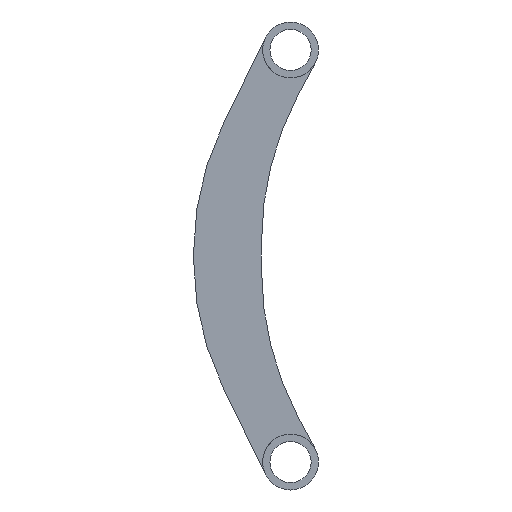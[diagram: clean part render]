
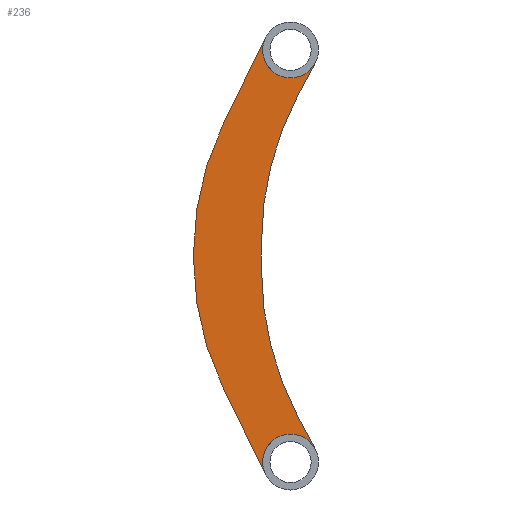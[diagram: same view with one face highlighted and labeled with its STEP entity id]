
A CAD part, front view. The second image highlights one B-rep face of the part: STEP entity #236.
In plain terms, the highlighted planar face has unit normal (0, -1, 0).
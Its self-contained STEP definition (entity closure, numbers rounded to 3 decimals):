
#1 = DIRECTION ( 'NONE',  ( 0., 1., 0. ) ) ;
#7 = AXIS2_PLACEMENT_3D ( 'NONE', #379, #322, #585 ) ;
#13 = DIRECTION ( 'NONE',  ( 0.438, 0., 0.899 ) ) ;
#20 = CARTESIAN_POINT ( 'NONE',  ( -700., 329., 2165.171 ) ) ;
#25 = CARTESIAN_POINT ( 'NONE',  ( -300., 329., 1300. ) ) ;
#28 = DIRECTION ( 'NONE',  ( 0.438, 0., -0.899 ) ) ;
#30 = EDGE_CURVE ( 'NONE', #73, #680, #623, .T. ) ;
#46 = CARTESIAN_POINT ( 'NONE',  ( -700., 329., 2134.829 ) ) ;
#49 = CIRCLE ( 'NONE', #104, 1300. ) ;
#52 = DIRECTION ( 'NONE',  ( 0., 0., 1. ) ) ;
#61 = LINE ( 'NONE', #734, #632 ) ;
#64 = VERTEX_POINT ( 'NONE', #20 ) ;
#72 = CARTESIAN_POINT ( 'NONE',  ( -198.461, 329., 1353.989 ) ) ;
#73 = VERTEX_POINT ( 'NONE', #527 ) ;
#74 = CIRCLE ( 'NONE', #156, 115. ) ;
#80 = DIRECTION ( 'NONE',  ( 0., 1., 0. ) ) ;
#91 = VERTEX_POINT ( 'NONE', #323 ) ;
#104 = AXIS2_PLACEMENT_3D ( 'NONE', #254, #592, #843 ) ;
#105 = DIRECTION ( 'NONE',  ( 0., 0., 1. ) ) ;
#125 = CARTESIAN_POINT ( 'NONE',  ( 880., 329., 2094.77 ) ) ;
#127 = EDGE_CURVE ( 'NONE', #265, #128, #172, .T. ) ;
#128 = VERTEX_POINT ( 'NONE', #844 ) ;
#129 = DIRECTION ( 'NONE',  ( 0.469, 0., -0.883 ) ) ;
#130 = AXIS2_PLACEMENT_3D ( 'NONE', #863, #260, #105 ) ;
#134 = CARTESIAN_POINT ( 'NONE',  ( -267.832, 329., 2815.543 ) ) ;
#139 = DIRECTION ( 'NONE',  ( 0., -1., 0. ) ) ;
#142 = ORIENTED_EDGE ( 'NONE', *, *, #600, .F. ) ;
#156 = AXIS2_PLACEMENT_3D ( 'NONE', #331, #1, #532 ) ;
#170 = DIRECTION ( 'NONE',  ( 0., -1., 0. ) ) ;
#172 = LINE ( 'NONE', #777, #656 ) ;
#185 = ORIENTED_EDGE ( 'NONE', *, *, #282, .T. ) ;
#192 = AXIS2_PLACEMENT_3D ( 'NONE', #125, #681, #866 ) ;
#199 = ORIENTED_EDGE ( 'NONE', *, *, #277, .F. ) ;
#201 = CIRCLE ( 'NONE', #7, 115. ) ;
#207 = CARTESIAN_POINT ( 'NONE',  ( -403.361, 329., 3050.413 ) ) ;
#227 = CARTESIAN_POINT ( 'NONE',  ( -700., 329., 1857.787 ) ) ;
#236 = ADVANCED_FACE ( 'NONE', ( #327 ), #597, .F. ) ;
#252 = EDGE_LOOP ( 'NONE', ( #611, #492, #302, #766, #185, #199, #770, #494, #365, #142, #717, #796, #343, #649 ) ) ;
#254 = CARTESIAN_POINT ( 'NONE',  ( 880., 329., 2205.23 ) ) ;
#260 = DIRECTION ( 'NONE',  ( 0., 1., 0. ) ) ;
#263 = CIRCLE ( 'NONE', #192, 1300. ) ;
#265 = VERTEX_POINT ( 'NONE', #668 ) ;
#277 = EDGE_CURVE ( 'NONE', #448, #320, #808, .T. ) ;
#282 = EDGE_CURVE ( 'NONE', #355, #320, #74, .T. ) ;
#302 = ORIENTED_EDGE ( 'NONE', *, *, #650, .F. ) ;
#304 = VECTOR ( 'NONE', #129, 1000. ) ;
#305 = DIRECTION ( 'NONE',  ( -0.469, 0., -0.883 ) ) ;
#312 = CARTESIAN_POINT ( 'NONE',  ( -300., 329., 2885. ) ) ;
#320 = VERTEX_POINT ( 'NONE', #72 ) ;
#322 = DIRECTION ( 'NONE',  ( 0., 1., 0. ) ) ;
#323 = CARTESIAN_POINT ( 'NONE',  ( -578.553, 329., 1608.783 ) ) ;
#325 = VERTEX_POINT ( 'NONE', #134 ) ;
#327 = FACE_OUTER_BOUND ( 'NONE', #252, .T. ) ;
#331 = CARTESIAN_POINT ( 'NONE',  ( -300., 329., 1300. ) ) ;
#343 = ORIENTED_EDGE ( 'NONE', *, *, #30, .F. ) ;
#352 = DIRECTION ( 'NONE',  ( -0.438, 0., 0.899 ) ) ;
#354 = CARTESIAN_POINT ( 'NONE',  ( -700., 329., 2442.213 ) ) ;
#355 = VERTEX_POINT ( 'NONE', #607 ) ;
#359 = AXIS2_PLACEMENT_3D ( 'NONE', #556, #461, #616 ) ;
#365 = ORIENTED_EDGE ( 'NONE', *, *, #518, .T. ) ;
#379 = CARTESIAN_POINT ( 'NONE',  ( -300., 329., 3000. ) ) ;
#387 = VECTOR ( 'NONE', #417, 1000. ) ;
#417 = DIRECTION ( 'NONE',  ( 0., 0., 1. ) ) ;
#419 = EDGE_CURVE ( 'NONE', #761, #355, #554, .T. ) ;
#441 = AXIS2_PLACEMENT_3D ( 'NONE', #25, #80, #28 ) ;
#442 = CARTESIAN_POINT ( 'NONE',  ( -198.461, 329., 2946.011 ) ) ;
#447 = DIRECTION ( 'NONE',  ( 0., 0., -1. ) ) ;
#448 = VERTEX_POINT ( 'NONE', #824 ) ;
#461 = DIRECTION ( 'NONE',  ( 0., 1., 0. ) ) ;
#467 = EDGE_CURVE ( 'NONE', #509, #64, #828, .T. ) ;
#492 = ORIENTED_EDGE ( 'NONE', *, *, #609, .T. ) ;
#494 = ORIENTED_EDGE ( 'NONE', *, *, #127, .F. ) ;
#509 = VERTEX_POINT ( 'NONE', #46 ) ;
#518 = EDGE_CURVE ( 'NONE', #265, #325, #49, .T. ) ;
#527 = CARTESIAN_POINT ( 'NONE',  ( -578.553, 329., 2691.217 ) ) ;
#532 = DIRECTION ( 'NONE',  ( 0.438, 0., -0.899 ) ) ;
#543 = VERTEX_POINT ( 'NONE', #794 ) ;
#548 = CARTESIAN_POINT ( 'NONE',  ( -403.361, 329., 1249.587 ) ) ;
#554 = CIRCLE ( 'NONE', #441, 115. ) ;
#556 = CARTESIAN_POINT ( 'NONE',  ( -300., 329., 3000. ) ) ;
#585 = DIRECTION ( 'NONE',  ( 0.438, 0., -0.899 ) ) ;
#592 = DIRECTION ( 'NONE',  ( 0., 1., 0. ) ) ;
#597 = PLANE ( 'NONE',  #130 ) ;
#600 = EDGE_CURVE ( 'NONE', #543, #325, #776, .T. ) ;
#607 = CARTESIAN_POINT ( 'NONE',  ( -300., 329., 1415. ) ) ;
#609 = EDGE_CURVE ( 'NONE', #509, #91, #657, .T. ) ;
#611 = ORIENTED_EDGE ( 'NONE', *, *, #467, .F. ) ;
#616 = DIRECTION ( 'NONE',  ( 0.438, 0., -0.899 ) ) ;
#617 = AXIS2_PLACEMENT_3D ( 'NONE', #862, #139, #624 ) ;
#623 = LINE ( 'NONE', #354, #741 ) ;
#624 = DIRECTION ( 'NONE',  ( 0., 0., 1. ) ) ;
#632 = VECTOR ( 'NONE', #352, 1000. ) ;
#646 = EDGE_CURVE ( 'NONE', #868, #680, #201, .T. ) ;
#649 = ORIENTED_EDGE ( 'NONE', *, *, #702, .T. ) ;
#650 = EDGE_CURVE ( 'NONE', #761, #91, #61, .T. ) ;
#652 = CARTESIAN_POINT ( 'NONE',  ( 500., 329., 2134.829 ) ) ;
#656 = VECTOR ( 'NONE', #447, 1000. ) ;
#657 = CIRCLE ( 'NONE', #716, 1200. ) ;
#660 = CIRCLE ( 'NONE', #359, 115. ) ;
#668 = CARTESIAN_POINT ( 'NONE',  ( -420., 329., 2205.23 ) ) ;
#674 = EDGE_CURVE ( 'NONE', #448, #128, #263, .T. ) ;
#680 = VERTEX_POINT ( 'NONE', #207 ) ;
#681 = DIRECTION ( 'NONE',  ( 0., 1., 0. ) ) ;
#702 = EDGE_CURVE ( 'NONE', #73, #64, #745, .T. ) ;
#716 = AXIS2_PLACEMENT_3D ( 'NONE', #652, #170, #52 ) ;
#717 = ORIENTED_EDGE ( 'NONE', *, *, #750, .T. ) ;
#734 = CARTESIAN_POINT ( 'NONE',  ( -403.361, 329., 1249.587 ) ) ;
#741 = VECTOR ( 'NONE', #13, 1000. ) ;
#745 = CIRCLE ( 'NONE', #617, 1200. ) ;
#750 = EDGE_CURVE ( 'NONE', #543, #868, #660, .T. ) ;
#761 = VERTEX_POINT ( 'NONE', #548 ) ;
#766 = ORIENTED_EDGE ( 'NONE', *, *, #419, .T. ) ;
#770 = ORIENTED_EDGE ( 'NONE', *, *, #674, .T. ) ;
#776 = LINE ( 'NONE', #442, #813 ) ;
#777 = CARTESIAN_POINT ( 'NONE',  ( -420., 329., 2529.357 ) ) ;
#794 = CARTESIAN_POINT ( 'NONE',  ( -198.461, 329., 2946.011 ) ) ;
#796 = ORIENTED_EDGE ( 'NONE', *, *, #646, .T. ) ;
#806 = CARTESIAN_POINT ( 'NONE',  ( -420., 329., 1770.643 ) ) ;
#808 = LINE ( 'NONE', #806, #304 ) ;
#813 = VECTOR ( 'NONE', #305, 1000. ) ;
#824 = CARTESIAN_POINT ( 'NONE',  ( -267.832, 329., 1484.457 ) ) ;
#828 = LINE ( 'NONE', #227, #387 ) ;
#843 = DIRECTION ( 'NONE',  ( 0., 0., 1. ) ) ;
#844 = CARTESIAN_POINT ( 'NONE',  ( -420., 329., 2094.77 ) ) ;
#862 = CARTESIAN_POINT ( 'NONE',  ( 500., 329., 2165.171 ) ) ;
#863 = CARTESIAN_POINT ( 'NONE',  ( -300., 329., 3000. ) ) ;
#866 = DIRECTION ( 'NONE',  ( 0., 0., 1. ) ) ;
#868 = VERTEX_POINT ( 'NONE', #312 ) ;
